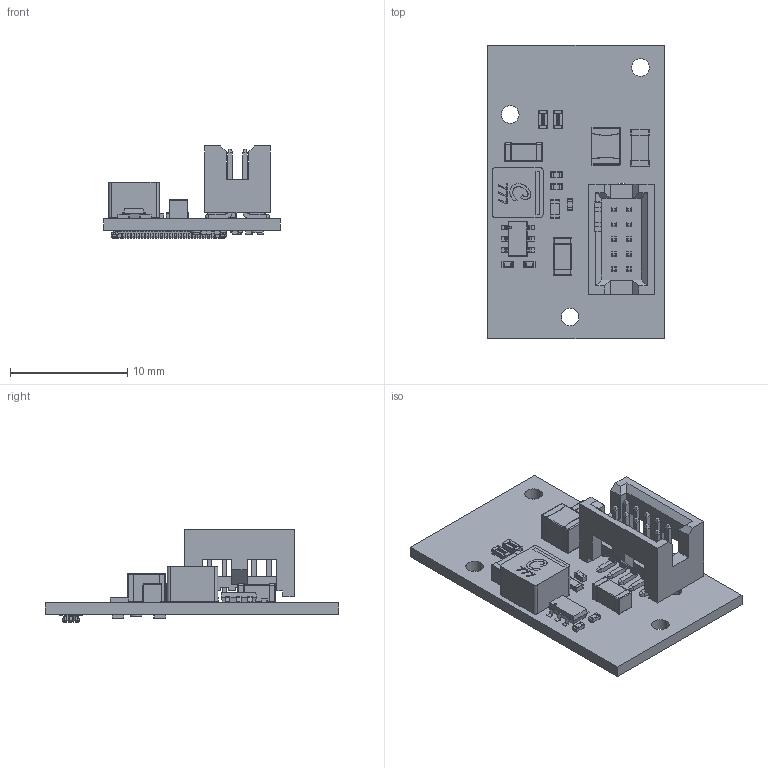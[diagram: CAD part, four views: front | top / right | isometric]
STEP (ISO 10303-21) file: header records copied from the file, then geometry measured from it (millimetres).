
FILE_DESCRIPTION(/* description */ ('PCB Design'),/* implementation_level */ '2;1');
FILE_NAME(/* name */ 'RAK12039_VB_2022_0403_1_3D',/* time_stamp */ '2022-06-08T15:30:21+08:00',/* author */ (''),/* organization */ (''),/* preprocessor_version */ 'ST-DEVELOPER v16',/* originating_system */ 'allegro_17.4S012',/* authorisation */ '');
FILE_SCHEMA (('AUTOMOTIVE_DESIGN { 1 0 10303 214 3 1 1 }'));
Products named in the file (28): RAK12039_VB_2022_0403_1_3D; BOARD_OUTLINE; COMPONENTS; BTB40_2X20_4MM_M; HDR2X5-1R27-S-VM; SC1210; SL4030; SC0402; SR0402; TEST_POINT; SR0603; TSOT-23; SC0603; SC1206; BTB40-2X20-4MM-M; FBH12702-D40; CeramicBody; User Library-Ceramic_Capacitor_1210_h99mil; Pin1; Pin2; Coilcraft-XFL4030; CAP-SM-MLCC-0402[1005]; RES-SM-CHIP; TEST-POINT-SM; User Library-Rchip; User Library-TSOT-23; CAP-SM-MLCC-0603[1608]; CAP-SM-MLCC-1206[3216]
Assembly tree (46 placements, depth 5):
  RAK12039_VB_2022_0403_1_3D
    BOARD_OUTLINE
    COMPONENTS
      BTB40_2X20_4MM_M
        BTB40-2X20-4MM-M
      HDR2X5-1R27-S-VM
        FBH12702-D40
      SC1210
        User Library-Ceramic_Capacitor_1210_h99mil
          Pin1
          Pin2
          CeramicBody
      SL4030
        Coilcraft-XFL4030
      SC0402  x3
        CAP-SM-MLCC-0402[1005]
      SR0402  x12
        RES-SM-CHIP
      TEST_POINT  x4
        TEST-POINT-SM
      SR0603  x2
        User Library-Rchip
      TSOT-23
        User Library-TSOT-23
      SC0603
        CAP-SM-MLCC-0603[1608]
      SC1206  x3
        CAP-SM-MLCC-1206[3216]
Bounding box: 15 x 25 x 7.85 mm (x, y, z)
Volume: 249.6 mm3; surface area: 1664.7 mm2
Topology: 38 solids, 39 shells, 3269 faces, 8073 edges, 4847 vertices
Faces by surface type: plane 1764, cylinder 1002, torus 272, bspline 231
Full cylindrical faces by diameter (mm): 0.15 x1, 0.2 x1, 1 x4
Entity records: 77696 total; most frequent: CARTESIAN_POINT 17322, ORIENTED_EDGE 10596, DIRECTION 9955, EDGE_CURVE 5304, VECTOR 3990, LINE 3990, VERTEX_POINT 3308, AXIS2_PLACEMENT_3D 3060
